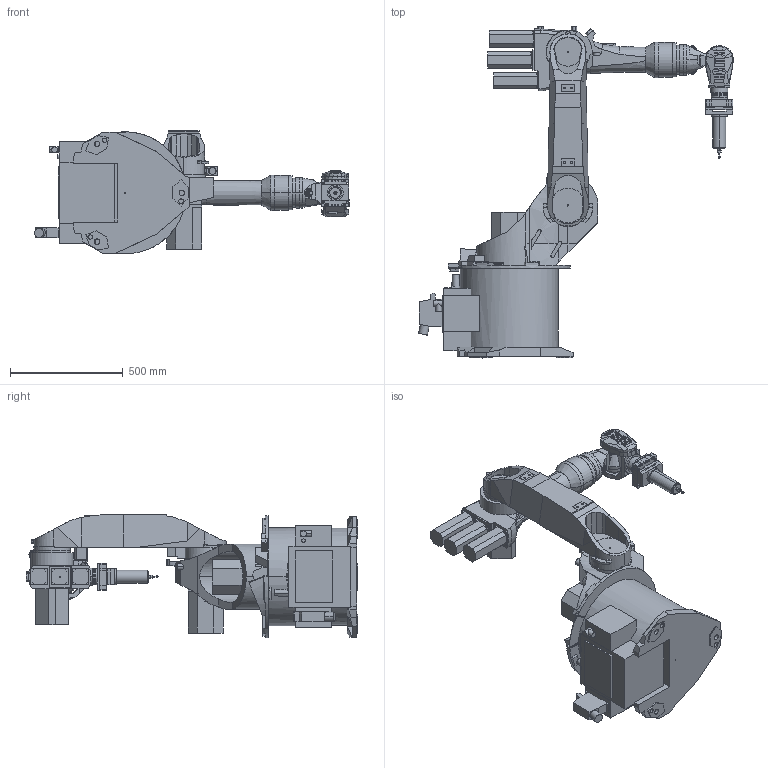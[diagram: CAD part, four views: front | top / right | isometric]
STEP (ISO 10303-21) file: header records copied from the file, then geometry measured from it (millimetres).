
FILE_DESCRIPTION (( 'STEP AP203' ), '1' );
FILE_NAME ('KUKA-KR16.STEP', '2019-01-22T05:19:54', ( 'User' ), ( 'China' ), 'SwSTEP 2.0', 'SolidWorks 2015', '' );
FILE_SCHEMA (( 'CONFIG_CONTROL_DESIGN' ));
Length unit declared in the file: millimetre
Products named in the file (8): KR16L4; KR16L5; KR16L6; KUKA-KR16; KR16菁釱; KR16L1; KR16L2; KR16L3
Assembly tree (7 placements, depth 2):
  KUKA-KR16
    KR16菁釱
    KR16L1
    KR16L2
    KR16L3
    KR16L4
    KR16L5
    KR16L6
Bounding box: 1394.88 x 1470 x 546.04 mm (x, y, z)
Volume: 132559458 mm3; surface area: 4443862.8 mm2
Topology: 23 solids, 23 shells, 1246 faces, 3350 edges, 2209 vertices
Faces by surface type: plane 891, cylinder 285, cone 40, bspline 24, torus 4, sphere 2
Entity records: 45368 total; most frequent: CARTESIAN_POINT 13492, ORIENTED_EDGE 6690, DIRECTION 6061, EDGE_CURVE 3345, LINE 2383, VECTOR 2383, VERTEX_POINT 2206, AXIS2_PLACEMENT_3D 1839
